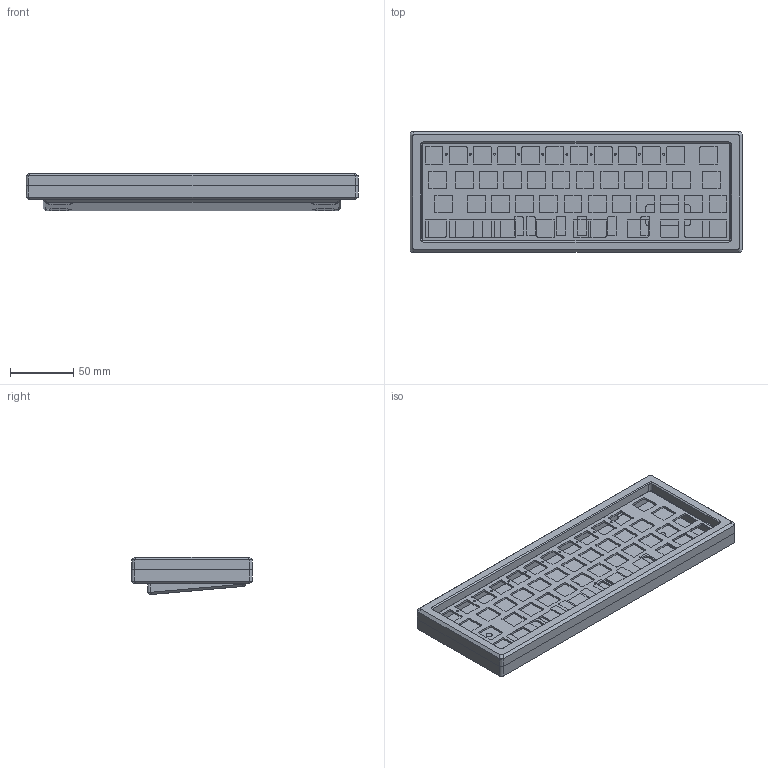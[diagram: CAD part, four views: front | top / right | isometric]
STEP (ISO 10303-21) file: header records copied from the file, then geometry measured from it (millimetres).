
FILE_DESCRIPTION(/* description */ (''),/* implementation_level */ '2;1');
FILE_NAME(/* name */ 'Carpool-FullStep.step',/* time_stamp */ '2021-06-11T23:50:06-04:00',/* author */ (''),/* organization */ (''),/* preprocessor_version */ 'ST-DEVELOPER v18.1',/* originating_system */ 'Autodesk Translation Framework v10.9.0.1377',/* authorisation */ '');
FILE_SCHEMA (('AUTOMOTIVE_DESIGN { 1 0 10303 214 3 1 1 }'));
Length unit declared in the file: millimetre
Products named in the file (7): Minivan-TopMount4; Carpool-Top; Carpool-Bottom; Carpool-Angle; Carpool-Leafplate_Jetvan; Carpool-Bottom-IntAngle; Carpool-Leafplate-Splitspace
Assembly tree (6 placements, depth 2):
  Minivan-TopMount4
    Carpool-Top
    Carpool-Bottom
    Carpool-Angle
    Carpool-Leafplate_Jetvan
    Carpool-Bottom-IntAngle
    Carpool-Leafplate-Splitspace
Bounding box: 261.89 x 95.2 x 29.36 mm (x, y, z)
Volume: 460434.2 mm3; surface area: 249175.5 mm2
Topology: 6 solids, 6 shells, 1445 faces, 4069 edges, 2686 vertices
Faces by surface type: cylinder 689, plane 664, bspline 88, cone 4
Full cylindrical faces by diameter (mm): 1.5 x20, 2.5 x23, 2.7 x11, 4.8 x3, 5.2 x4, 5.27 x8, 20 x8
Entity records: 50916 total; most frequent: CARTESIAN_POINT 12316, ORIENTED_EDGE 8138, DIRECTION 7881, EDGE_CURVE 4069, AXIS2_PLACEMENT_3D 2740, VERTEX_POINT 2686, LINE 2401, VECTOR 2401
